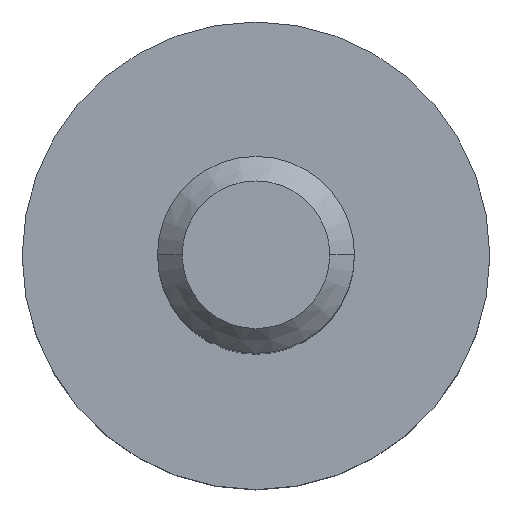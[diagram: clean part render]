
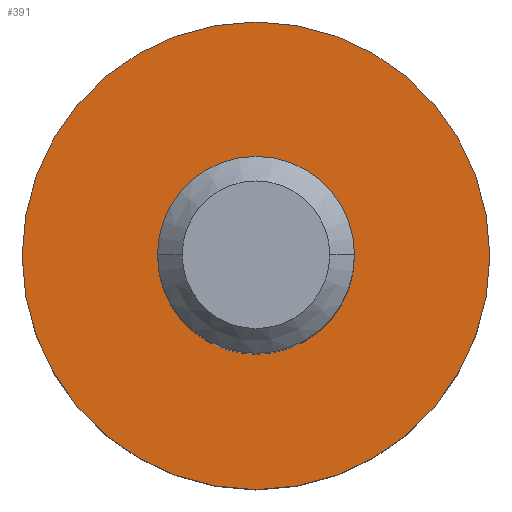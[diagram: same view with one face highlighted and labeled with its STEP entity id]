
A CAD part, top view. The second image highlights one B-rep face of the part: STEP entity #391.
In plain terms, the highlighted planar face has unit normal (0, 0, 1).
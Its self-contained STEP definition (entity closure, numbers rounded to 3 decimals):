
#5 = CARTESIAN_POINT ( 'NONE',  ( 0.95, 0., 9. ) ) ;
#6 = ORIENTED_EDGE ( 'NONE', *, *, #309, .F. ) ;
#20 = CARTESIAN_POINT ( 'NONE',  ( 0., 0., 9. ) ) ;
#28 = DIRECTION ( 'NONE',  ( 1., 0., 0. ) ) ;
#83 = DIRECTION ( 'NONE',  ( 1., 0., 0. ) ) ;
#86 = CARTESIAN_POINT ( 'NONE',  ( 0., 0., 9. ) ) ;
#91 = DIRECTION ( 'NONE',  ( 0., 0., 1. ) ) ;
#94 = DIRECTION ( 'NONE',  ( -1., 0., 0. ) ) ;
#99 = VERTEX_POINT ( 'NONE', #429 ) ;
#101 = DIRECTION ( 'NONE',  ( 1., 0., 0. ) ) ;
#106 = AXIS2_PLACEMENT_3D ( 'NONE', #495, #464, #101 ) ;
#121 = DIRECTION ( 'NONE',  ( 0., 0., 1. ) ) ;
#123 = CIRCLE ( 'NONE', #407, 0.4 ) ;
#125 = DIRECTION ( 'NONE',  ( 1., 0., 0. ) ) ;
#141 = VERTEX_POINT ( 'NONE', #5 ) ;
#158 = CIRCLE ( 'NONE', #106, 0.95 ) ;
#182 = ORIENTED_EDGE ( 'NONE', *, *, #185, .T. ) ;
#185 = EDGE_CURVE ( 'NONE', #99, #141, #279, .T. ) ;
#213 = CIRCLE ( 'NONE', #475, 0.4 ) ;
#223 = FACE_BOUND ( 'NONE', #242, .T. ) ;
#228 = ORIENTED_EDGE ( 'NONE', *, *, #478, .T. ) ;
#236 = FACE_OUTER_BOUND ( 'NONE', #456, .T. ) ;
#242 = EDGE_LOOP ( 'NONE', ( #249, #6 ) ) ;
#249 = ORIENTED_EDGE ( 'NONE', *, *, #368, .F. ) ;
#279 = CIRCLE ( 'NONE', #280, 0.95 ) ;
#280 = AXIS2_PLACEMENT_3D ( 'NONE', #86, #121, #83 ) ;
#290 = CARTESIAN_POINT ( 'NONE',  ( 0., 0., 9. ) ) ;
#309 = EDGE_CURVE ( 'NONE', #384, #403, #213, .T. ) ;
#325 = CARTESIAN_POINT ( 'NONE',  ( -0.95, 0., 9. ) ) ;
#326 = CARTESIAN_POINT ( 'NONE',  ( 0.4, 0., 9. ) ) ;
#368 = EDGE_CURVE ( 'NONE', #403, #384, #123, .T. ) ;
#370 = AXIS2_PLACEMENT_3D ( 'NONE', #325, #451, #94 ) ;
#384 = VERTEX_POINT ( 'NONE', #492 ) ;
#391 = ADVANCED_FACE ( 'NONE', ( #223, #236 ), #454, .F. ) ;
#403 = VERTEX_POINT ( 'NONE', #326 ) ;
#407 = AXIS2_PLACEMENT_3D ( 'NONE', #290, #445, #28 ) ;
#429 = CARTESIAN_POINT ( 'NONE',  ( -0.95, 0., 9. ) ) ;
#445 = DIRECTION ( 'NONE',  ( 0., 0., 1. ) ) ;
#451 = DIRECTION ( 'NONE',  ( 0., 0., -1. ) ) ;
#454 = PLANE ( 'NONE',  #370 ) ;
#456 = EDGE_LOOP ( 'NONE', ( #228, #182 ) ) ;
#464 = DIRECTION ( 'NONE',  ( 0., 0., 1. ) ) ;
#475 = AXIS2_PLACEMENT_3D ( 'NONE', #20, #91, #125 ) ;
#478 = EDGE_CURVE ( 'NONE', #141, #99, #158, .T. ) ;
#492 = CARTESIAN_POINT ( 'NONE',  ( -0.4, 0., 9. ) ) ;
#495 = CARTESIAN_POINT ( 'NONE',  ( 0., 0., 9. ) ) ;
